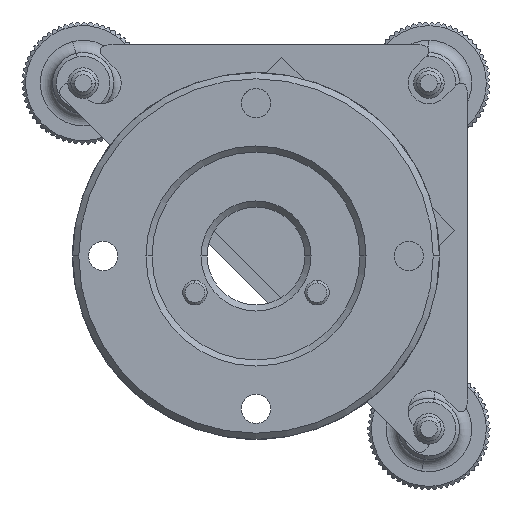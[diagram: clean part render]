
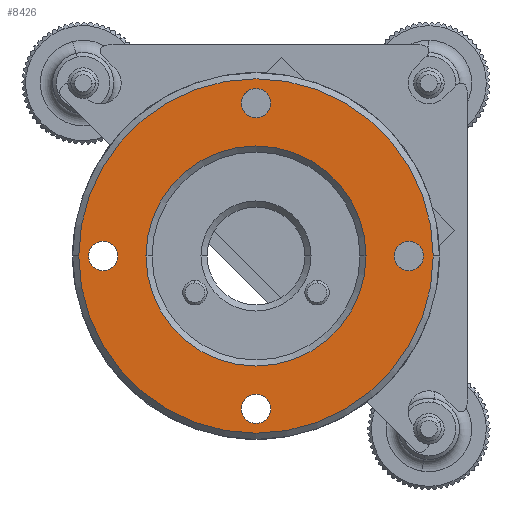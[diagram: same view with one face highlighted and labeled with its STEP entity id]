
A CAD part, front view. The second image highlights one B-rep face of the part: STEP entity #8426.
In plain terms, the highlighted planar face has unit normal (0, -1, 0).
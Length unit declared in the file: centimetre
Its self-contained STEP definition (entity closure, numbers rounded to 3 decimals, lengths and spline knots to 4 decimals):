
#5419 = CIRCLE ( 'NONE', #5451, 1.45 ) ;
#5448 = DIRECTION ( 'NONE',  ( -1., 0., 0. ) ) ;
#5449 = DIRECTION ( 'NONE',  ( 0., -1., 0. ) ) ;
#5450 = CARTESIAN_POINT ( 'NONE',  ( -1.9705, 2.7793, -0.4677 ) ) ;
#5451 = AXIS2_PLACEMENT_3D ( 'NONE', #5450, #5449, #5448 ) ;
#5454 = CARTESIAN_POINT ( 'NONE',  ( -3.1005, 2.7793, -0.4677 ) ) ;
#5468 = CARTESIAN_POINT ( 'NONE',  ( -0.5205, 2.7793, -0.4677 ) ) ;
#5499 = AXIS2_PLACEMENT_3D ( 'NONE', #5541, #5540, #5539 ) ;
#5501 = CIRCLE ( 'NONE', #5499, 0.9 ) ;
#5503 = DIRECTION ( 'NONE',  ( -1., 0., 0. ) ) ;
#5504 = DIRECTION ( 'NONE',  ( 0., 1., 0. ) ) ;
#5505 = CARTESIAN_POINT ( 'NONE',  ( -1.9705, 2.7793, -1.7177 ) ) ;
#5513 = CIRCLE ( 'NONE', #5520, 0.12 ) ;
#5520 = AXIS2_PLACEMENT_3D ( 'NONE', #5505, #5504, #5503 ) ;
#5539 = DIRECTION ( 'NONE',  ( -1., 0., 0. ) ) ;
#5540 = DIRECTION ( 'NONE',  ( 0., 1., 0. ) ) ;
#5541 = CARTESIAN_POINT ( 'NONE',  ( -1.9705, 2.7793, -0.4677 ) ) ;
#5545 = CARTESIAN_POINT ( 'NONE',  ( -2.8705, 2.7793, -0.4677 ) ) ;
#5549 = CARTESIAN_POINT ( 'NONE',  ( -1.0705, 2.7793, -0.4677 ) ) ;
#5562 = CIRCLE ( 'NONE', #5569, 0.12 ) ;
#5567 = CARTESIAN_POINT ( 'NONE',  ( -3.4205, 2.7793, -0.4677 ) ) ;
#5569 = AXIS2_PLACEMENT_3D ( 'NONE', #5610, #5601, #5600 ) ;
#5588 = CARTESIAN_POINT ( 'NONE',  ( -0.6005, 2.7793, -0.4677 ) ) ;
#5597 = CARTESIAN_POINT ( 'NONE',  ( -0.8405, 2.7793, -0.4677 ) ) ;
#5600 = DIRECTION ( 'NONE',  ( -1., 0., 0. ) ) ;
#5601 = DIRECTION ( 'NONE',  ( 0., 1., 0. ) ) ;
#5610 = CARTESIAN_POINT ( 'NONE',  ( -1.9705, 2.7793, 0.7823 ) ) ;
#5611 = DIRECTION ( 'NONE',  ( -1., 0., 0. ) ) ;
#5612 = DIRECTION ( 'NONE',  ( 0., 1., 0. ) ) ;
#5613 = CARTESIAN_POINT ( 'NONE',  ( -3.2205, 2.7793, -0.4677 ) ) ;
#5614 = AXIS2_PLACEMENT_3D ( 'NONE', #5613, #5612, #5611 ) ;
#5615 = CIRCLE ( 'NONE', #5614, 0.12 ) ;
#5634 = CARTESIAN_POINT ( 'NONE',  ( -2.0905, 2.7793, -1.7177 ) ) ;
#5659 = CARTESIAN_POINT ( 'NONE',  ( -3.3405, 2.7793, -0.4677 ) ) ;
#5666 = CARTESIAN_POINT ( 'NONE',  ( -2.0905, 2.7793, 0.7823 ) ) ;
#5675 = CARTESIAN_POINT ( 'NONE',  ( -1.8505, 2.7793, -1.7177 ) ) ;
#5698 = DIRECTION ( 'NONE',  ( -1., 0., 0. ) ) ;
#5699 = DIRECTION ( 'NONE',  ( 0., 1., 0. ) ) ;
#5700 = CARTESIAN_POINT ( 'NONE',  ( -0.7205, 2.7793, -0.4677 ) ) ;
#5701 = CIRCLE ( 'NONE', #5723, 0.12 ) ;
#5723 = AXIS2_PLACEMENT_3D ( 'NONE', #5700, #5699, #5698 ) ;
#5734 = CARTESIAN_POINT ( 'NONE',  ( -1.8505, 2.7793, 0.7823 ) ) ;
#5762 = DIRECTION ( 'NONE',  ( -1., 0., 0. ) ) ;
#5763 = DIRECTION ( 'NONE',  ( 0., 1., 0. ) ) ;
#5764 = CIRCLE ( 'NONE', #5778, 0.12 ) ;
#5778 = AXIS2_PLACEMENT_3D ( 'NONE', #5781, #5763, #5762 ) ;
#5781 = CARTESIAN_POINT ( 'NONE',  ( -3.2205, 2.7793, -0.4677 ) ) ;
#5799 = CARTESIAN_POINT ( 'NONE',  ( -1.9705, 2.7793, 0.7823 ) ) ;
#5816 = DIRECTION ( 'NONE',  ( -1., 0., 0. ) ) ;
#5817 = DIRECTION ( 'NONE',  ( 0., 1., 0. ) ) ;
#5823 = AXIS2_PLACEMENT_3D ( 'NONE', #5799, #5817, #5816 ) ;
#5824 = CIRCLE ( 'NONE', #5823, 0.12 ) ;
#5985 = AXIS2_PLACEMENT_3D ( 'NONE', #6020, #6019, #6018 ) ;
#6018 = DIRECTION ( 'NONE',  ( -1., 0., 0. ) ) ;
#6019 = DIRECTION ( 'NONE',  ( 0., 1., 0. ) ) ;
#6020 = CARTESIAN_POINT ( 'NONE',  ( -1.9705, 2.7793, -1.7177 ) ) ;
#6021 = CIRCLE ( 'NONE', #5985, 0.12 ) ;
#6034 = DIRECTION ( 'NONE',  ( -1., 0., 0. ) ) ;
#6035 = DIRECTION ( 'NONE',  ( 0., 1., 0. ) ) ;
#6036 = CARTESIAN_POINT ( 'NONE',  ( -0.7205, 2.7793, -0.4677 ) ) ;
#6037 = CIRCLE ( 'NONE', #6050, 0.12 ) ;
#6050 = AXIS2_PLACEMENT_3D ( 'NONE', #6036, #6035, #6034 ) ;
#6323 = FACE_BOUND ( 'NONE', #8417, .T. ) ;
#6331 = FACE_OUTER_BOUND ( 'NONE', #8428, .T. ) ;
#6356 = FACE_BOUND ( 'NONE', #8410, .T. ) ;
#6357 = FACE_BOUND ( 'NONE', #8406, .T. ) ;
#6358 = DIRECTION ( 'NONE',  ( -1., 0., 0. ) ) ;
#6359 = DIRECTION ( 'NONE',  ( 0., 1., 0. ) ) ;
#6360 = CARTESIAN_POINT ( 'NONE',  ( -1.9705, 2.7793, -0.4677 ) ) ;
#6361 = FACE_BOUND ( 'NONE', #8373, .T. ) ;
#6364 = FACE_BOUND ( 'NONE', #8414, .T. ) ;
#6367 = AXIS2_PLACEMENT_3D ( 'NONE', #6401, #6400, #6399 ) ;
#6368 = DIRECTION ( 'NONE',  ( -1., 0., 0. ) ) ;
#6369 = DIRECTION ( 'NONE',  ( 0., -1., 0. ) ) ;
#6370 = CARTESIAN_POINT ( 'NONE',  ( -1.9705, 2.7793, -0.4677 ) ) ;
#6371 = AXIS2_PLACEMENT_3D ( 'NONE', #6360, #6359, #6358 ) ;
#6373 = CIRCLE ( 'NONE', #6379, 1.45 ) ;
#6374 = PLANE ( 'NONE',  #6367 ) ;
#6379 = AXIS2_PLACEMENT_3D ( 'NONE', #6370, #6369, #6368 ) ;
#6381 = CIRCLE ( 'NONE', #6371, 0.9 ) ;
#6399 = DIRECTION ( 'NONE',  ( -1., 0., 0. ) ) ;
#6400 = DIRECTION ( 'NONE',  ( 0., 1., 0. ) ) ;
#6401 = CARTESIAN_POINT ( 'NONE',  ( -1.9705, 2.7793, -0.4677 ) ) ;
#7946 = VERTEX_POINT ( 'NONE', #5468 ) ;
#7954 = EDGE_CURVE ( 'NONE', #7946, #8009, #5419, .T. ) ;
#7955 = VERTEX_POINT ( 'NONE', #5454 ) ;
#7983 = EDGE_CURVE ( 'NONE', #8075, #8036, #5513, .T. ) ;
#7991 = VERTEX_POINT ( 'NONE', #5545 ) ;
#7997 = EDGE_CURVE ( 'NONE', #7999, #7991, #5501, .T. ) ;
#7999 = VERTEX_POINT ( 'NONE', #5549 ) ;
#8009 = VERTEX_POINT ( 'NONE', #5567 ) ;
#8014 = EDGE_CURVE ( 'NONE', #7955, #8051, #5615, .T. ) ;
#8018 = EDGE_CURVE ( 'NONE', #8114, #8056, #5562, .T. ) ;
#8023 = VERTEX_POINT ( 'NONE', #5597 ) ;
#8026 = VERTEX_POINT ( 'NONE', #5588 ) ;
#8036 = VERTEX_POINT ( 'NONE', #5634 ) ;
#8051 = VERTEX_POINT ( 'NONE', #5659 ) ;
#8056 = VERTEX_POINT ( 'NONE', #5666 ) ;
#8075 = VERTEX_POINT ( 'NONE', #5675 ) ;
#8083 = EDGE_CURVE ( 'NONE', #8026, #8023, #5701, .T. ) ;
#8110 = EDGE_CURVE ( 'NONE', #8051, #7955, #5764, .T. ) ;
#8114 = VERTEX_POINT ( 'NONE', #5734 ) ;
#8146 = EDGE_CURVE ( 'NONE', #8056, #8114, #5824, .T. ) ;
#8221 = EDGE_CURVE ( 'NONE', #8036, #8075, #6021, .T. ) ;
#8249 = EDGE_CURVE ( 'NONE', #8023, #8026, #6037, .T. ) ;
#8363 = ORIENTED_EDGE ( 'NONE', *, *, #8422, .T. ) ;
#8373 = EDGE_LOOP ( 'NONE', ( #8423, #8363 ) ) ;
#8405 = EDGE_CURVE ( 'NONE', #8009, #7946, #6373, .T. ) ;
#8406 = EDGE_LOOP ( 'NONE', ( #8427, #8407 ) ) ;
#8407 = ORIENTED_EDGE ( 'NONE', *, *, #8018, .T. ) ;
#8408 = ORIENTED_EDGE ( 'NONE', *, *, #8014, .T. ) ;
#8409 = ORIENTED_EDGE ( 'NONE', *, *, #7954, .T. ) ;
#8410 = EDGE_LOOP ( 'NONE', ( #8413, #8408 ) ) ;
#8411 = ORIENTED_EDGE ( 'NONE', *, *, #8221, .T. ) ;
#8412 = ORIENTED_EDGE ( 'NONE', *, *, #8083, .T. ) ;
#8413 = ORIENTED_EDGE ( 'NONE', *, *, #8110, .T. ) ;
#8414 = EDGE_LOOP ( 'NONE', ( #8411, #8462 ) ) ;
#8415 = ORIENTED_EDGE ( 'NONE', *, *, #8249, .T. ) ;
#8417 = EDGE_LOOP ( 'NONE', ( #8415, #8412 ) ) ;
#8422 = EDGE_CURVE ( 'NONE', #7991, #7999, #6381, .T. ) ;
#8423 = ORIENTED_EDGE ( 'NONE', *, *, #7997, .T. ) ;
#8425 = ORIENTED_EDGE ( 'NONE', *, *, #8405, .T. ) ;
#8426 = ADVANCED_FACE ( 'NONE', ( #6361, #6331, #6357, #6356, #6364, #6323 ), #6374, .F. ) ;
#8427 = ORIENTED_EDGE ( 'NONE', *, *, #8146, .T. ) ;
#8428 = EDGE_LOOP ( 'NONE', ( #8425, #8409 ) ) ;
#8462 = ORIENTED_EDGE ( 'NONE', *, *, #7983, .T. ) ;
